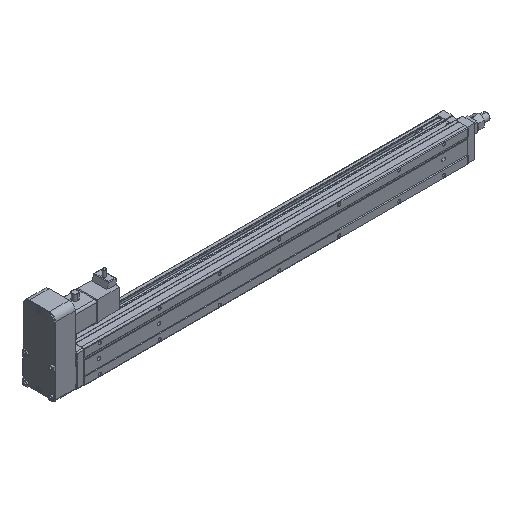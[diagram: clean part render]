
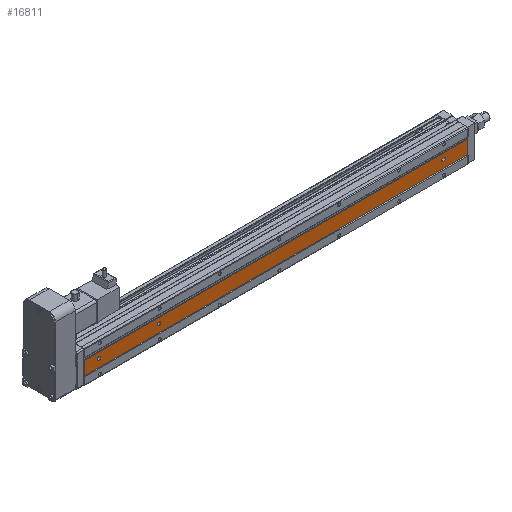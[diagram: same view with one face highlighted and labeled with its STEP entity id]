
A CAD part, isometric view. The second image highlights one B-rep face of the part: STEP entity #16811.
In plain terms, the highlighted planar face has unit normal (0, -1, 0).
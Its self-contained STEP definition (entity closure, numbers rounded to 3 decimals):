
#206 = AXIS2_PLACEMENT_3D ( 'NONE', #24138, #3799, #1271 ) ;
#236 = CARTESIAN_POINT ( 'NONE',  ( 601., 1., 0. ) ) ;
#357 = CARTESIAN_POINT ( 'NONE',  ( 599., 1., 0. ) ) ;
#453 = ORIENTED_EDGE ( 'NONE', *, *, #25639, .F. ) ;
#508 = CARTESIAN_POINT ( 'NONE',  ( 125., 1., 0. ) ) ;
#985 = VERTEX_POINT ( 'NONE', #7061 ) ;
#1271 = DIRECTION ( 'NONE',  ( 1., 0., 0. ) ) ;
#1589 = CIRCLE ( 'NONE', #5449, 2.5 ) ;
#1944 = VECTOR ( 'NONE', #17707, 1000. ) ;
#3074 = ORIENTED_EDGE ( 'NONE', *, *, #19654, .F. ) ;
#3320 = DIRECTION ( 'NONE',  ( 0., 0., -1. ) ) ;
#3525 = VERTEX_POINT ( 'NONE', #17811 ) ;
#3716 = AXIS2_PLACEMENT_3D ( 'NONE', #19914, #26082, #16184 ) ;
#3799 = DIRECTION ( 'NONE',  ( 0., 1., 0. ) ) ;
#3882 = EDGE_CURVE ( 'NONE', #15899, #11656, #15786, .T. ) ;
#3920 = CARTESIAN_POINT ( 'NONE',  ( 25., 1., 0. ) ) ;
#4181 = CIRCLE ( 'NONE', #11925, 2.5 ) ;
#4995 = VERTEX_POINT ( 'NONE', #16536 ) ;
#5449 = AXIS2_PLACEMENT_3D ( 'NONE', #3920, #14244, #12108 ) ;
#5876 = EDGE_CURVE ( 'NONE', #4995, #3525, #20670, .T. ) ;
#6019 = CARTESIAN_POINT ( 'NONE',  ( 601., 1., 2.5 ) ) ;
#6084 = CARTESIAN_POINT ( 'NONE',  ( 0., 1., 9.286 ) ) ;
#6112 = EDGE_CURVE ( 'NONE', #21605, #20031, #16795, .T. ) ;
#6266 = CIRCLE ( 'NONE', #3716, 2.5 ) ;
#6299 = CARTESIAN_POINT ( 'NONE',  ( 599., 1., -2.5 ) ) ;
#6476 = LINE ( 'NONE', #14655, #7050 ) ;
#6972 = CARTESIAN_POINT ( 'NONE',  ( 599., 1., 2.5 ) ) ;
#7050 = VECTOR ( 'NONE', #22787, 1000. ) ;
#7061 = CARTESIAN_POINT ( 'NONE',  ( 601., 1., -2.5 ) ) ;
#7789 = EDGE_CURVE ( 'NONE', #13216, #19988, #11375, .T. ) ;
#7817 = PLANE ( 'NONE',  #206 ) ;
#8183 = EDGE_CURVE ( 'NONE', #20031, #11145, #4181, .T. ) ;
#8360 = DIRECTION ( 'NONE',  ( 0., -1., 0. ) ) ;
#8595 = CARTESIAN_POINT ( 'NONE',  ( 640., 1., 9.286 ) ) ;
#8723 = EDGE_CURVE ( 'NONE', #11145, #985, #24738, .T. ) ;
#8806 = CARTESIAN_POINT ( 'NONE',  ( 640., 1., -2.5 ) ) ;
#8830 = DIRECTION ( 'NONE',  ( 0., -1., 0. ) ) ;
#9075 = EDGE_CURVE ( 'NONE', #15461, #24219, #18811, .T. ) ;
#10024 = DIRECTION ( 'NONE',  ( 0., -1., 0. ) ) ;
#10373 = CARTESIAN_POINT ( 'NONE',  ( 25., 1., 0. ) ) ;
#10397 = EDGE_LOOP ( 'NONE', ( #453, #16717 ) ) ;
#11145 = VERTEX_POINT ( 'NONE', #6299 ) ;
#11375 = CIRCLE ( 'NONE', #15623, 2.5 ) ;
#11656 = VERTEX_POINT ( 'NONE', #25147 ) ;
#11925 = AXIS2_PLACEMENT_3D ( 'NONE', #357, #16614, #20488 ) ;
#11994 = FACE_BOUND ( 'NONE', #18220, .T. ) ;
#12108 = DIRECTION ( 'NONE',  ( 0., 0., 1. ) ) ;
#12330 = VECTOR ( 'NONE', #3320, 1000. ) ;
#12405 = DIRECTION ( 'NONE',  ( -1., 0., 0. ) ) ;
#12912 = EDGE_CURVE ( 'NONE', #19988, #13216, #1589, .T. ) ;
#12994 = AXIS2_PLACEMENT_3D ( 'NONE', #508, #8830, #18730 ) ;
#13027 = CIRCLE ( 'NONE', #24551, 2.5 ) ;
#13216 = VERTEX_POINT ( 'NONE', #22076 ) ;
#13333 = ORIENTED_EDGE ( 'NONE', *, *, #8183, .F. ) ;
#13805 = ORIENTED_EDGE ( 'NONE', *, *, #3882, .F. ) ;
#14244 = DIRECTION ( 'NONE',  ( 0., -1., 0. ) ) ;
#14655 = CARTESIAN_POINT ( 'NONE',  ( 640., 1., 9.286 ) ) ;
#15446 = EDGE_CURVE ( 'NONE', #15899, #15461, #6476, .T. ) ;
#15461 = VERTEX_POINT ( 'NONE', #17465 ) ;
#15623 = AXIS2_PLACEMENT_3D ( 'NONE', #10373, #8360, #20414 ) ;
#15682 = CARTESIAN_POINT ( 'NONE',  ( 25., 1., 2.5 ) ) ;
#15755 = CARTESIAN_POINT ( 'NONE',  ( 0., 1., -13. ) ) ;
#15786 = LINE ( 'NONE', #25797, #12330 ) ;
#15899 = VERTEX_POINT ( 'NONE', #8595 ) ;
#16184 = DIRECTION ( 'NONE',  ( 0., 0., 1. ) ) ;
#16321 = EDGE_LOOP ( 'NONE', ( #22433, #17540 ) ) ;
#16436 = DIRECTION ( 'NONE',  ( 1., 0., 0. ) ) ;
#16536 = CARTESIAN_POINT ( 'NONE',  ( 125., 1., 2.5 ) ) ;
#16614 = DIRECTION ( 'NONE',  ( 0., -1., 0. ) ) ;
#16717 = ORIENTED_EDGE ( 'NONE', *, *, #5876, .F. ) ;
#16785 = ORIENTED_EDGE ( 'NONE', *, *, #9075, .T. ) ;
#16795 = LINE ( 'NONE', #20410, #24975 ) ;
#16811 = ADVANCED_FACE ( 'NONE', ( #17998, #11994, #24283, #26153 ), #7817, .F. ) ;
#16868 = ORIENTED_EDGE ( 'NONE', *, *, #8723, .F. ) ;
#16934 = EDGE_LOOP ( 'NONE', ( #16785, #3074, #13805, #20428 ) ) ;
#17465 = CARTESIAN_POINT ( 'NONE',  ( 0., 1., 9.286 ) ) ;
#17540 = ORIENTED_EDGE ( 'NONE', *, *, #12912, .F. ) ;
#17707 = DIRECTION ( 'NONE',  ( -1., 0., 0. ) ) ;
#17811 = CARTESIAN_POINT ( 'NONE',  ( 125., 1., -2.5 ) ) ;
#17998 = FACE_OUTER_BOUND ( 'NONE', #16934, .T. ) ;
#18220 = EDGE_LOOP ( 'NONE', ( #16868, #13333, #18302, #23222 ) ) ;
#18236 = LINE ( 'NONE', #19717, #1944 ) ;
#18302 = ORIENTED_EDGE ( 'NONE', *, *, #6112, .F. ) ;
#18730 = DIRECTION ( 'NONE',  ( 0., 0., 1. ) ) ;
#18811 = LINE ( 'NONE', #6084, #23501 ) ;
#19001 = EDGE_CURVE ( 'NONE', #985, #21605, #13027, .T. ) ;
#19654 = EDGE_CURVE ( 'NONE', #11656, #24219, #18236, .T. ) ;
#19717 = CARTESIAN_POINT ( 'NONE',  ( 640., 1., -13. ) ) ;
#19914 = CARTESIAN_POINT ( 'NONE',  ( 125., 1., 0. ) ) ;
#19988 = VERTEX_POINT ( 'NONE', #15682 ) ;
#20031 = VERTEX_POINT ( 'NONE', #6972 ) ;
#20410 = CARTESIAN_POINT ( 'NONE',  ( 640., 1., 2.5 ) ) ;
#20414 = DIRECTION ( 'NONE',  ( 0., 0., 1. ) ) ;
#20428 = ORIENTED_EDGE ( 'NONE', *, *, #15446, .T. ) ;
#20488 = DIRECTION ( 'NONE',  ( 0., 0., 1. ) ) ;
#20670 = CIRCLE ( 'NONE', #12994, 2.5 ) ;
#21605 = VERTEX_POINT ( 'NONE', #6019 ) ;
#22076 = CARTESIAN_POINT ( 'NONE',  ( 25., 1., -2.5 ) ) ;
#22198 = VECTOR ( 'NONE', #16436, 1000. ) ;
#22433 = ORIENTED_EDGE ( 'NONE', *, *, #7789, .F. ) ;
#22787 = DIRECTION ( 'NONE',  ( -1., 0., 0. ) ) ;
#23222 = ORIENTED_EDGE ( 'NONE', *, *, #19001, .F. ) ;
#23501 = VECTOR ( 'NONE', #24702, 1000. ) ;
#24138 = CARTESIAN_POINT ( 'NONE',  ( 640., 1., 9.286 ) ) ;
#24219 = VERTEX_POINT ( 'NONE', #15755 ) ;
#24283 = FACE_BOUND ( 'NONE', #16321, .T. ) ;
#24551 = AXIS2_PLACEMENT_3D ( 'NONE', #236, #10024, #24754 ) ;
#24702 = DIRECTION ( 'NONE',  ( 0., 0., -1. ) ) ;
#24738 = LINE ( 'NONE', #8806, #22198 ) ;
#24754 = DIRECTION ( 'NONE',  ( 0., 0., 1. ) ) ;
#24975 = VECTOR ( 'NONE', #12405, 1000. ) ;
#25147 = CARTESIAN_POINT ( 'NONE',  ( 640., 1., -13. ) ) ;
#25639 = EDGE_CURVE ( 'NONE', #3525, #4995, #6266, .T. ) ;
#25797 = CARTESIAN_POINT ( 'NONE',  ( 640., 1., 9.286 ) ) ;
#26082 = DIRECTION ( 'NONE',  ( 0., -1., 0. ) ) ;
#26153 = FACE_BOUND ( 'NONE', #10397, .T. ) ;
